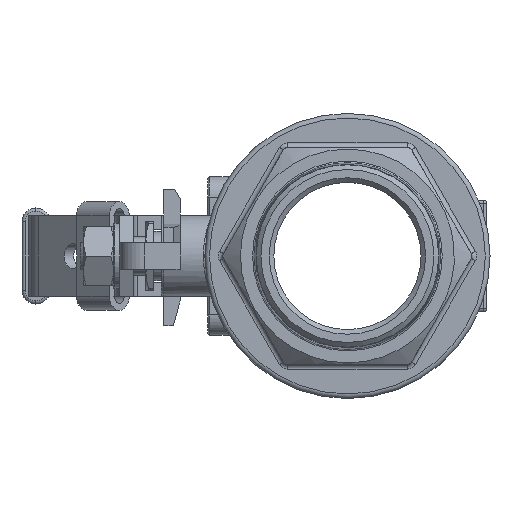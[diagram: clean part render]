
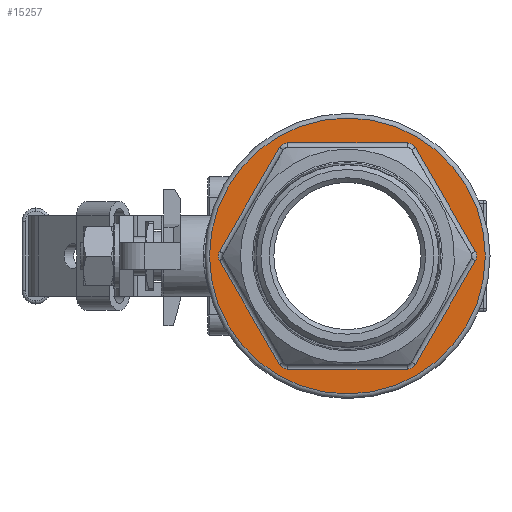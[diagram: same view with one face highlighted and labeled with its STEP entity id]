
A CAD part, left-side view. The second image highlights one B-rep face of the part: STEP entity #15257.
In plain terms, the highlighted planar face has unit normal (-1, 0, 0).
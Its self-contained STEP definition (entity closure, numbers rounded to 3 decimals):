
#5179 = CARTESIAN_POINT ( 'NONE',  ( -39., -41.281, 1.5 ) ) ;
#5182 = CARTESIAN_POINT ( 'NONE',  ( -39., -41.281, -1.5 ) ) ;
#5183 = CARTESIAN_POINT ( 'NONE',  ( -39., 21.939, -35. ) ) ;
#5184 = CARTESIAN_POINT ( 'NONE',  ( -39., -19.341, -36.5 ) ) ;
#5185 = CARTESIAN_POINT ( 'NONE',  ( -39., -21.939, -35. ) ) ;
#5186 = CARTESIAN_POINT ( 'NONE',  ( -39., 41.281, 1.5 ) ) ;
#5187 = CARTESIAN_POINT ( 'NONE',  ( -39., 19.341, -36.5 ) ) ;
#5188 = CARTESIAN_POINT ( 'NONE',  ( -39., 19.341, 36.5 ) ) ;
#5189 = CARTESIAN_POINT ( 'NONE',  ( -39., 41.281, -1.5 ) ) ;
#5190 = CARTESIAN_POINT ( 'NONE',  ( -39., -21.939, 35. ) ) ;
#5191 = CARTESIAN_POINT ( 'NONE',  ( -39., 21.939, 35. ) ) ;
#5193 = CARTESIAN_POINT ( 'NONE',  ( -39., -19.341, 36.5 ) ) ;
#8489 = ORIENTED_EDGE ( 'NONE', *, *, #15057, .F. ) ;
#8490 = ORIENTED_EDGE ( 'NONE', *, *, #15058, .T. ) ;
#8491 = ORIENTED_EDGE ( 'NONE', *, *, #15059, .F. ) ;
#8492 = ORIENTED_EDGE ( 'NONE', *, *, #15060, .T. ) ;
#8493 = ORIENTED_EDGE ( 'NONE', *, *, #15061, .F. ) ;
#8494 = ORIENTED_EDGE ( 'NONE', *, *, #15062, .T. ) ;
#8495 = ORIENTED_EDGE ( 'NONE', *, *, #15063, .F. ) ;
#8496 = ORIENTED_EDGE ( 'NONE', *, *, #15064, .T. ) ;
#8497 = ORIENTED_EDGE ( 'NONE', *, *, #15065, .F. ) ;
#8498 = ORIENTED_EDGE ( 'NONE', *, *, #15066, .T. ) ;
#8499 = ORIENTED_EDGE ( 'NONE', *, *, #15067, .F. ) ;
#8500 = ORIENTED_EDGE ( 'NONE', *, *, #15068, .T. ) ;
#8501 = ORIENTED_EDGE ( 'NONE', *, *, #15069, .T. ) ;
#10198 = VERTEX_POINT ( 'NONE', #5179 ) ;
#10201 = VERTEX_POINT ( 'NONE', #5182 ) ;
#10202 = VERTEX_POINT ( 'NONE', #5183 ) ;
#10203 = VERTEX_POINT ( 'NONE', #5184 ) ;
#10204 = VERTEX_POINT ( 'NONE', #5185 ) ;
#10205 = VERTEX_POINT ( 'NONE', #5186 ) ;
#10206 = VERTEX_POINT ( 'NONE', #5187 ) ;
#10207 = VERTEX_POINT ( 'NONE', #5188 ) ;
#10208 = VERTEX_POINT ( 'NONE', #5189 ) ;
#10209 = VERTEX_POINT ( 'NONE', #5190 ) ;
#10210 = VERTEX_POINT ( 'NONE', #5191 ) ;
#10212 = VERTEX_POINT ( 'NONE', #5193 ) ;
#13105 = EDGE_LOOP ( 'NONE', ( #8489, #8490, #8491, #8492, #8493, #8494, #8495, #8496, #8497, #8498, #8499, #8500 ) ) ;
#13106 = EDGE_LOOP ( 'NONE', ( #8501 ) ) ;
#15057 = EDGE_CURVE ( 'NONE', #10201, #10198, #29858, .T. ) ;
#15058 = EDGE_CURVE ( 'NONE', #10201, #10204, #31332, .T. ) ;
#15059 = EDGE_CURVE ( 'NONE', #10203, #10204, #29857, .T. ) ;
#15060 = EDGE_CURVE ( 'NONE', #10203, #10206, #31345, .T. ) ;
#15061 = EDGE_CURVE ( 'NONE', #10202, #10206, #29862, .T. ) ;
#15062 = EDGE_CURVE ( 'NONE', #10202, #10208, #31354, .T. ) ;
#15063 = EDGE_CURVE ( 'NONE', #10205, #10208, #29865, .T. ) ;
#15064 = EDGE_CURVE ( 'NONE', #10205, #10210, #31369, .T. ) ;
#15065 = EDGE_CURVE ( 'NONE', #10207, #10210, #29868, .T. ) ;
#15066 = EDGE_CURVE ( 'NONE', #10207, #10212, #31384, .T. ) ;
#15067 = EDGE_CURVE ( 'NONE', #10209, #10212, #29871, .T. ) ;
#15068 = EDGE_CURVE ( 'NONE', #10209, #10198, #31397, .T. ) ;
#15069 = EDGE_CURVE ( 'NONE', #39410, #39410, #29874, .T. ) ;
#15257 = ADVANCED_FACE ( 'NONE', ( #35437, #35439 ), #35440, .F. ) ;
#29836 = VECTOR ( 'NONE', #31342, 1000. ) ;
#29855 = AXIS2_PLACEMENT_3D ( 'NONE', #31334, #31336, #31338 ) ;
#29857 = CIRCLE ( 'NONE', #29861, 3. ) ;
#29858 = CIRCLE ( 'NONE', #29855, 3. ) ;
#29859 = VECTOR ( 'NONE', #31351, 1000. ) ;
#29860 = VECTOR ( 'NONE', #31363, 1000. ) ;
#29861 = AXIS2_PLACEMENT_3D ( 'NONE', #31346, #31348, #31349 ) ;
#29862 = CIRCLE ( 'NONE', #29864, 3. ) ;
#29863 = VECTOR ( 'NONE', #31378, 1000. ) ;
#29864 = AXIS2_PLACEMENT_3D ( 'NONE', #31356, #31358, #31360 ) ;
#29865 = CIRCLE ( 'NONE', #29867, 3. ) ;
#29866 = VECTOR ( 'NONE', #31392, 1000. ) ;
#29867 = AXIS2_PLACEMENT_3D ( 'NONE', #31371, #31373, #31375 ) ;
#29868 = CIRCLE ( 'NONE', #29870, 3. ) ;
#29869 = VECTOR ( 'NONE', #31404, 1000. ) ;
#29870 = AXIS2_PLACEMENT_3D ( 'NONE', #31386, #31388, #31390 ) ;
#29871 = CIRCLE ( 'NONE', #29873, 3. ) ;
#29873 = AXIS2_PLACEMENT_3D ( 'NONE', #31399, #31401, #31402 ) ;
#29874 = CIRCLE ( 'NONE', #29876, 44.5 ) ;
#29876 = AXIS2_PLACEMENT_3D ( 'NONE', #31407, #31409, #31410 ) ;
#31319 = CARTESIAN_POINT ( 'NONE',  ( -39., -20.11, -38.169 ) ) ;
#31332 = LINE ( 'NONE', #31319, #29836 ) ;
#31334 = CARTESIAN_POINT ( 'NONE',  ( -39., -38.682, 0. ) ) ;
#31336 = DIRECTION ( 'NONE',  ( -1., 0., 0. ) ) ;
#31338 = DIRECTION ( 'NONE',  ( 0., 0., -1. ) ) ;
#31340 = CARTESIAN_POINT ( 'NONE',  ( -39., 46., -36.5 ) ) ;
#31342 = DIRECTION ( 'NONE',  ( 0., 0.5, -0.866 ) ) ;
#31343 = CARTESIAN_POINT ( 'NONE',  ( -39., 43.11, 1.669 ) ) ;
#31345 = LINE ( 'NONE', #31340, #29859 ) ;
#31346 = CARTESIAN_POINT ( 'NONE',  ( -39., -19.341, -33.5 ) ) ;
#31348 = DIRECTION ( 'NONE',  ( -1., 0., 0. ) ) ;
#31349 = DIRECTION ( 'NONE',  ( 0., 0., -1. ) ) ;
#31351 = DIRECTION ( 'NONE',  ( 0., 1., 0. ) ) ;
#31352 = CARTESIAN_POINT ( 'NONE',  ( -39., 43.11, -1.669 ) ) ;
#31354 = LINE ( 'NONE', #31343, #29860 ) ;
#31356 = CARTESIAN_POINT ( 'NONE',  ( -39., 19.341, -33.5 ) ) ;
#31358 = DIRECTION ( 'NONE',  ( -1., 0., 0. ) ) ;
#31360 = DIRECTION ( 'NONE',  ( 0., 0., -1. ) ) ;
#31363 = DIRECTION ( 'NONE',  ( 0., 0.5, 0.866 ) ) ;
#31367 = CARTESIAN_POINT ( 'NONE',  ( -39., 46., 36.5 ) ) ;
#31369 = LINE ( 'NONE', #31352, #29863 ) ;
#31371 = CARTESIAN_POINT ( 'NONE',  ( -39., 38.682, 0. ) ) ;
#31373 = DIRECTION ( 'NONE',  ( -1., 0., 0. ) ) ;
#31375 = DIRECTION ( 'NONE',  ( 0., 0., -1. ) ) ;
#31378 = DIRECTION ( 'NONE',  ( 0., -0.5, 0.866 ) ) ;
#31382 = CARTESIAN_POINT ( 'NONE',  ( -39., -20.11, 38.169 ) ) ;
#31384 = LINE ( 'NONE', #31367, #29866 ) ;
#31386 = CARTESIAN_POINT ( 'NONE',  ( -39., 19.341, 33.5 ) ) ;
#31388 = DIRECTION ( 'NONE',  ( -1., 0., 0. ) ) ;
#31390 = DIRECTION ( 'NONE',  ( 0., 0., -1. ) ) ;
#31392 = DIRECTION ( 'NONE',  ( 0., -1., 0. ) ) ;
#31397 = LINE ( 'NONE', #31382, #29869 ) ;
#31399 = CARTESIAN_POINT ( 'NONE',  ( -39., -19.341, 33.5 ) ) ;
#31401 = DIRECTION ( 'NONE',  ( -1., 0., 0. ) ) ;
#31402 = DIRECTION ( 'NONE',  ( 0., 0., -1. ) ) ;
#31404 = DIRECTION ( 'NONE',  ( 0., -0.5, -0.866 ) ) ;
#31407 = CARTESIAN_POINT ( 'NONE',  ( -39., 0., 0. ) ) ;
#31409 = DIRECTION ( 'NONE',  ( -1., 0., 0. ) ) ;
#31410 = DIRECTION ( 'NONE',  ( 0., 0., -1. ) ) ;
#33651 = AXIS2_PLACEMENT_3D ( 'NONE', #35449, #35450, #35451 ) ;
#35437 = FACE_BOUND ( 'NONE', #13105, .T. ) ;
#35439 = FACE_OUTER_BOUND ( 'NONE', #13106, .T. ) ;
#35440 = PLANE ( 'NONE',  #33651 ) ;
#35449 = CARTESIAN_POINT ( 'NONE',  ( -39., 46., 0. ) ) ;
#35450 = DIRECTION ( 'NONE',  ( 1., 0., 0. ) ) ;
#35451 = DIRECTION ( 'NONE',  ( 0., 0., -1. ) ) ;
#39410 = VERTEX_POINT ( 'NONE', #39413 ) ;
#39413 = CARTESIAN_POINT ( 'NONE',  ( -39., 0., -44.5 ) ) ;
